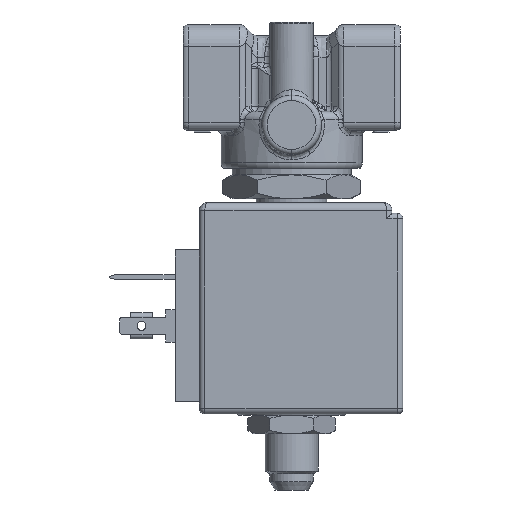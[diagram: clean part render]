
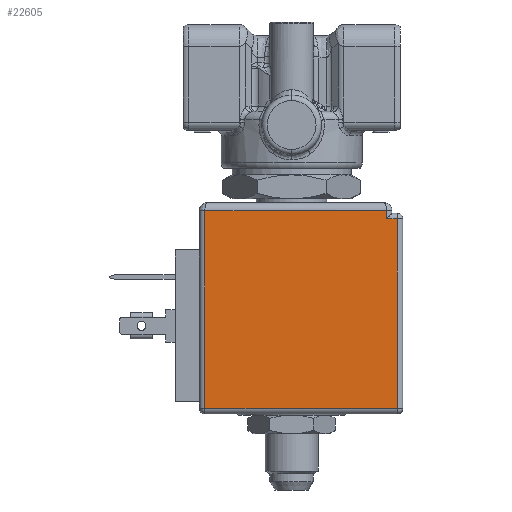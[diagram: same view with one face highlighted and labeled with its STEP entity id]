
A CAD part, front view. The second image highlights one B-rep face of the part: STEP entity #22605.
In plain terms, the highlighted face is planar.
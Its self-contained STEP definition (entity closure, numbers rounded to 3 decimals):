
#20010=DIRECTION('',(0.,-1.,0.));
#20011=VECTOR('',#20010,36.5);
#20012=CARTESIAN_POINT('',(-16.,33.,-15.));
#20013=LINE('',#20012,#20011);
#20017=DIRECTION('',(-1.,0.,0.));
#20018=VECTOR('',#20017,33.5);
#20019=CARTESIAN_POINT('',(17.5,-3.5,
-15.));
#20020=LINE('',#20019,#20018);
#20024=DIRECTION('',(0.,-1.,0.));
#20025=VECTOR('',#20024,1.5);
#20026=CARTESIAN_POINT('',(17.5,-2.,-15.));
#20027=LINE('',#20026,#20025);
#20031=DIRECTION('',(-1.,0.,0.));
#20032=VECTOR('',#20031,2.);
#20033=CARTESIAN_POINT('',(19.5,-2.,-15.));
#20034=LINE('',#20033,#20032);
#20038=DIRECTION('',(0.,-1.,0.));
#20039=VECTOR('',#20038,35.);
#20040=CARTESIAN_POINT('',(19.5,33.,-15.));
#20041=LINE('',#20040,#20039);
#20045=DIRECTION('',(1.,0.,0.));
#20046=VECTOR('',#20045,35.5);
#20047=CARTESIAN_POINT('',(-16.,33.,-15.));
#20048=LINE('',#20047,#20046);
#22101=CARTESIAN_POINT('',(-16.,33.,-15.));
#22102=CARTESIAN_POINT('',(-16.,-3.5,
-15.));
#22103=VERTEX_POINT('',#22101);
#22104=VERTEX_POINT('',#22102);
#22119=CARTESIAN_POINT('',(17.5,-3.5,
-15.));
#22120=VERTEX_POINT('',#22119);
#22147=CARTESIAN_POINT('',(19.5,33.,-15.));
#22148=VERTEX_POINT('',#22147);
#22149=CARTESIAN_POINT('',(19.5,-2.,-15.));
#22150=VERTEX_POINT('',#22149);
#22155=CARTESIAN_POINT('',(17.5,-2.,-15.));
#22156=VERTEX_POINT('',#22155);
#22587=CARTESIAN_POINT('',(0.,34.,-15.));
#22588=DIRECTION('',(0.,0.,1.));
#22589=DIRECTION('',(1.,0.,0.));
#22590=AXIS2_PLACEMENT_3D('',#22587,#22588,#22589);
#22591=PLANE('',#22590);
#22593=ORIENTED_EDGE('',*,*,#22592,.T.);
#22595=ORIENTED_EDGE('',*,*,#22594,.F.);
#22597=ORIENTED_EDGE('',*,*,#22596,.F.);
#22598=ORIENTED_EDGE('',*,*,#22577,.F.);
#22600=ORIENTED_EDGE('',*,*,#22599,.F.);
#22602=ORIENTED_EDGE('',*,*,#22601,.F.);
#22603=EDGE_LOOP('',(#22593,#22595,#22597,#22598,#22600,#22602));
#22604=FACE_OUTER_BOUND('',#22603,.F.);
#22605=ADVANCED_FACE('',(#22604),#22591,.F.);
#22577=EDGE_CURVE('',#22150,#22156,#20034,.T.);
#22592=EDGE_CURVE('',#22103,#22104,#20013,.T.);
#22594=EDGE_CURVE('',#22120,#22104,#20020,.T.);
#22596=EDGE_CURVE('',#22156,#22120,#20027,.T.);
#22599=EDGE_CURVE('',#22148,#22150,#20041,.T.);
#22601=EDGE_CURVE('',#22103,#22148,#20048,.T.);
